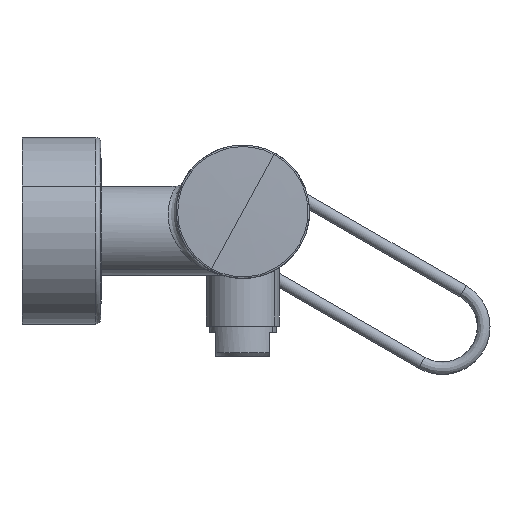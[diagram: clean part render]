
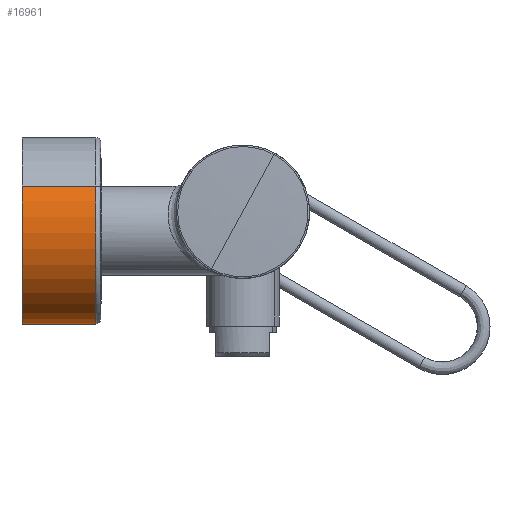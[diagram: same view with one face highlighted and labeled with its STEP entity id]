
A CAD part, front view. The second image highlights one B-rep face of the part: STEP entity #16961.
In plain terms, the highlighted cylindrical face has radius 29.4 mm (diameter 58.8 mm), a partial arc.
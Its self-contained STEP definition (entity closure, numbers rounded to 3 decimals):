
#16776=CARTESIAN_POINT(' ',(18.226,-25.,0.));
#16781=DIRECTION(' ',(1.,0.,0.));
#16786=DIRECTION(' ',(0.,0.878,0.479));
#16791=AXIS2_PLACEMENT_3D(' ',#16776,#16781,#16786);
#16796=CYLINDRICAL_SURFACE(' ',#16791,29.4);
#16801=CARTESIAN_POINT(' ',(7.547,-50.801,-14.095));
#16806=DIRECTION(' ',(1.,0.,0.));
#16811=VECTOR(' ',#16806,1.);
#16816=LINE('',#16801,#16811);
#16821=CARTESIAN_POINT(' ',(7.547,-50.801,-14.095));
#16822=VERTEX_POINT(' ',#16821);
#16826=CARTESIAN_POINT(' ',(30.721,-50.801,-14.095));
#16827=VERTEX_POINT(' ',#16826);
#16831=EDGE_CURVE(' ',#16822,#16827,#16816,.T.);
#16836=ORIENTED_EDGE(' ',*,*,#16831,.T.);
#16841=CARTESIAN_POINT(' ',(30.721,-25.,0.));
#16846=DIRECTION(' ',(1.,0.,0.));
#16851=DIRECTION(' ',(0.,0.878,0.479));
#16856=AXIS2_PLACEMENT_3D(' ',#16841,#16846,#16851);
#16861=CIRCLE('',#16856,29.4);
#16866=CARTESIAN_POINT(' ',(30.721,0.801,14.095));
#16867=VERTEX_POINT(' ',#16866);
#16871=EDGE_CURVE(' ',#16867,#16827,#16861,.T.);
#16876=ORIENTED_EDGE(' ',*,*,#16871,.F.);
#16881=CARTESIAN_POINT(' ',(7.547,0.801,14.095));
#16886=DIRECTION(' ',(1.,0.,0.));
#16891=VECTOR(' ',#16886,1.);
#16896=LINE('',#16881,#16891);
#16901=CARTESIAN_POINT(' ',(7.547,0.801,14.095));
#16902=VERTEX_POINT(' ',#16901);
#16906=EDGE_CURVE(' ',#16902,#16867,#16896,.T.);
#16911=ORIENTED_EDGE(' ',*,*,#16906,.F.);
#16916=CARTESIAN_POINT(' ',(7.547,-25.,0.));
#16921=DIRECTION(' ',(1.,0.,0.));
#16926=DIRECTION(' ',(0.,0.878,0.479));
#16931=AXIS2_PLACEMENT_3D(' ',#16916,#16921,#16926);
#16936=CIRCLE('',#16931,29.4);
#16941=EDGE_CURVE(' ',#16902,#16822,#16936,.T.);
#16946=ORIENTED_EDGE(' ',*,*,#16941,.T.);
#16951=EDGE_LOOP(' ',(#16836,#16876,#16911,#16946));
#16956=FACE_OUTER_BOUND(' ',#16951,.T.);
#16961=ADVANCED_FACE('',(#16956),#16796,.T.);
